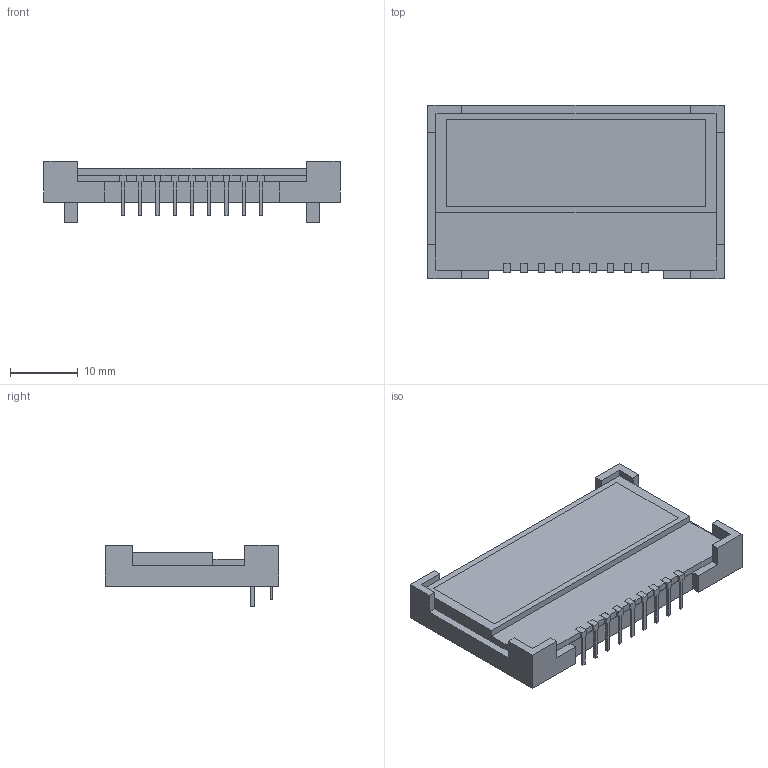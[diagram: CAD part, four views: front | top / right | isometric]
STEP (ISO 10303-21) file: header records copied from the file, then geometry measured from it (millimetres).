
FILE_DESCRIPTION(/* description */ (''),/* implementation_level */ '2;1');
FILE_NAME(/* name */ 'AQM1602_BL v3.step',/* time_stamp */ '2020-05-31T15:50:29+09:00',/* author */ (''),/* organization */ (''),/* preprocessor_version */ 'ST-DEVELOPER v18.1',/* originating_system */ 'Autodesk Translation Framework v9.3.0.1241',/* authorisation */ '');
FILE_SCHEMA (('AUTOMOTIVE_DESIGN { 1 0 10303 214 3 1 1 }'));
Length unit declared in the file: millimetre
Products named in the file (16): AQM1602_BL; バックライト; 液晶; ピン7; ピン8; ピン6; ピン9; ピン5; カソード; 縁 ; 黒いとこ; ピン3; ピン2; ピン4; ピン1; アノード
Assembly tree (15 placements, depth 2):
  AQM1602_BL
    バックライト
    液晶
    ピン7
    ピン8
    ピン6
    ピン9
    ピン5
    カソード
    縁 
    黒いとこ
    ピン3
    ピン2
    ピン4
    ピン1
    アノード
Bounding box: 43.6 x 25.47 x 9 mm (x, y, z)
Volume: 4928.3 mm3; surface area: 5613.7 mm2
Topology: 15 solids, 15 shells, 190 faces, 480 edges, 320 vertices
Faces by surface type: plane 190
Entity records: 6141 total; most frequent: CARTESIAN_POINT 1021, ORIENTED_EDGE 960, DIRECTION 922, LINE 480, VECTOR 480, EDGE_CURVE 480, VERTEX_POINT 320, AXIS2_PLACEMENT_3D 221
